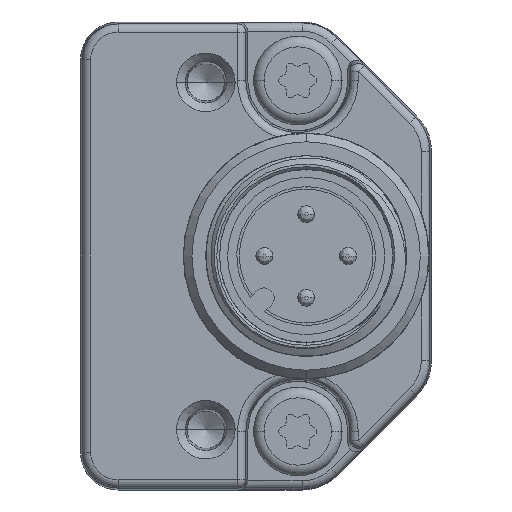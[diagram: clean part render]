
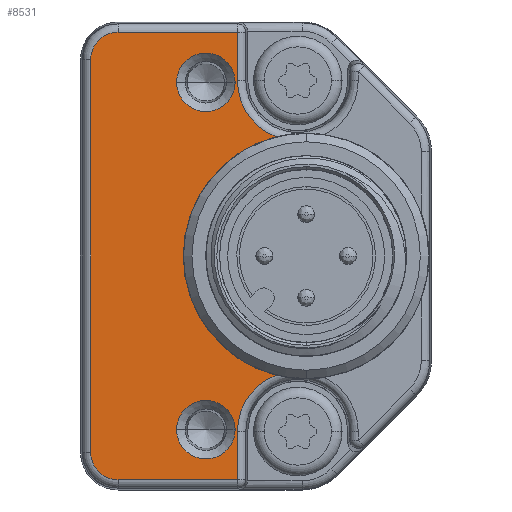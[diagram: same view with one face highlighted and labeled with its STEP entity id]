
A CAD part, left-side view. The second image highlights one B-rep face of the part: STEP entity #8531.
In plain terms, the highlighted planar face has unit normal (-1, 0, 0).
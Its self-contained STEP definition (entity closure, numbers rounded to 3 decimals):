
#547=CARTESIAN_POINT('',(-13.,9.297,-7.127));
#665=CARTESIAN_POINT('',(-13.,9.297,7.127));
#688=CARTESIAN_POINT('',(-13.,8.,-10.5));
#689=DIRECTION('',(1.,0.,0.));
#690=DIRECTION('',(0.,1.,0.));
#691=AXIS2_PLACEMENT_3D('',#688,#689,#690);
#693=DIRECTION('',(0.,0.,1.));
#694=VECTOR('',#693,2.891);
#695=CARTESIAN_POINT('',(-13.,11.614,-13.391));
#696=LINE('',#695,#694);
#697=DIRECTION('',(0.,-1.,0.));
#698=VECTOR('',#697,7.136);
#699=CARTESIAN_POINT('',(-13.,18.75,-13.391));
#700=LINE('',#699,#698);
#701=CARTESIAN_POINT('',(-13.,18.75,-11.75));
#702=DIRECTION('',(-1.,0.,0.));
#703=DIRECTION('',(0.,1.,0.));
#704=AXIS2_PLACEMENT_3D('',#701,#702,#703);
#706=DIRECTION('',(0.,0.,-1.));
#707=VECTOR('',#706,23.5);
#708=CARTESIAN_POINT('',(-13.,20.391,11.75));
#709=LINE('',#708,#707);
#710=CARTESIAN_POINT('',(-13.,18.75,11.75));
#711=DIRECTION('',(-1.,0.,0.));
#712=DIRECTION('',(0.,0.,1.));
#713=AXIS2_PLACEMENT_3D('',#710,#711,#712);
#715=DIRECTION('',(0.,1.,0.));
#716=VECTOR('',#715,7.136);
#717=CARTESIAN_POINT('',(-13.,11.614,13.391));
#718=LINE('',#717,#716);
#719=DIRECTION('',(0.,0.,1.));
#720=VECTOR('',#719,2.891);
#721=CARTESIAN_POINT('',(-13.,11.614,10.5));
#722=LINE('',#721,#720);
#723=CARTESIAN_POINT('',(-13.,8.,10.5));
#724=DIRECTION('',(1.,0.,0.));
#725=DIRECTION('',(0.,0.359,-0.933));
#726=AXIS2_PLACEMENT_3D('',#723,#724,#725);
#728=CARTESIAN_POINT('',(-13.,7.5,0.));
#729=DIRECTION('',(-1.,0.,0.));
#730=DIRECTION('',(0.,0.244,0.97));
#731=AXIS2_PLACEMENT_3D('',#728,#729,#730);
#733=CARTESIAN_POINT('',(-13.,13.5,-10.392));
#734=DIRECTION('',(1.,0.,0.));
#735=DIRECTION('',(0.,1.,0.));
#736=AXIS2_PLACEMENT_3D('',#733,#734,#735);
#738=CARTESIAN_POINT('',(-13.,13.5,-10.392));
#739=DIRECTION('',(1.,0.,0.));
#740=DIRECTION('',(0.,-1.,0.));
#741=AXIS2_PLACEMENT_3D('',#738,#739,#740);
#743=CARTESIAN_POINT('',(-13.,13.5,10.392));
#744=DIRECTION('',(1.,0.,0.));
#745=DIRECTION('',(0.,1.,0.));
#746=AXIS2_PLACEMENT_3D('',#743,#744,#745);
#748=CARTESIAN_POINT('',(-13.,13.5,10.392));
#749=DIRECTION('',(1.,0.,0.));
#750=DIRECTION('',(0.,-1.,0.));
#751=AXIS2_PLACEMENT_3D('',#748,#749,#750);
#6702=VERTEX_POINT('',#547);
#6703=VERTEX_POINT('',#665);
#6736=CARTESIAN_POINT('',(-13.,20.391,-11.75));
#6737=CARTESIAN_POINT('',(-13.,18.75,-13.391));
#6738=VERTEX_POINT('',#6736);
#6739=VERTEX_POINT('',#6737);
#6744=CARTESIAN_POINT('',(-13.,20.391,11.75));
#6745=VERTEX_POINT('',#6744);
#6748=CARTESIAN_POINT('',(-13.,18.75,13.391));
#6749=VERTEX_POINT('',#6748);
#6786=CARTESIAN_POINT('',(-13.,11.614,-10.5));
#6787=VERTEX_POINT('',#6786);
#6788=CARTESIAN_POINT('',(-13.,11.614,-13.391));
#6789=VERTEX_POINT('',#6788);
#6806=CARTESIAN_POINT('',(-13.,11.614,10.5));
#6807=VERTEX_POINT('',#6806);
#6808=CARTESIAN_POINT('',(-13.,11.614,13.391));
#6809=VERTEX_POINT('',#6808);
#6885=CARTESIAN_POINT('',(-13.,15.25,-10.392));
#6886=CARTESIAN_POINT('',(-13.,11.75,-10.392));
#6887=VERTEX_POINT('',#6885);
#6888=VERTEX_POINT('',#6886);
#6889=CARTESIAN_POINT('',(-13.,15.25,10.392));
#6890=CARTESIAN_POINT('',(-13.,11.75,10.392));
#6891=VERTEX_POINT('',#6889);
#6892=VERTEX_POINT('',#6890);
#8496=CARTESIAN_POINT('',(-13.,0.,0.));
#8497=DIRECTION('',(-1.,0.,0.));
#8498=DIRECTION('',(0.,0.,1.));
#8499=AXIS2_PLACEMENT_3D('',#8496,#8497,#8498);
#8500=PLANE('',#8499);
#8501=ORIENTED_EDGE('',*,*,#8344,.F.);
#8503=ORIENTED_EDGE('',*,*,#8502,.F.);
#8505=ORIENTED_EDGE('',*,*,#8504,.F.);
#8507=ORIENTED_EDGE('',*,*,#8506,.F.);
#8509=ORIENTED_EDGE('',*,*,#8508,.F.);
#8511=ORIENTED_EDGE('',*,*,#8510,.F.);
#8513=ORIENTED_EDGE('',*,*,#8512,.F.);
#8514=ORIENTED_EDGE('',*,*,#8487,.F.);
#8515=ORIENTED_EDGE('',*,*,#8445,.F.);
#8516=ORIENTED_EDGE('',*,*,#8359,.T.);
#8517=EDGE_LOOP('',(#8501,#8503,#8505,#8507,#8509,#8511,#8513,#8514,#8515,
#8516));
#8518=FACE_OUTER_BOUND('',#8517,.F.);
#8520=ORIENTED_EDGE('',*,*,#8519,.F.);
#8522=ORIENTED_EDGE('',*,*,#8521,.F.);
#8523=EDGE_LOOP('',(#8520,#8522));
#8524=FACE_BOUND('',#8523,.F.);
#8526=ORIENTED_EDGE('',*,*,#8525,.F.);
#8528=ORIENTED_EDGE('',*,*,#8527,.F.);
#8529=EDGE_LOOP('',(#8526,#8528));
#8530=FACE_BOUND('',#8529,.F.);
#8531=ADVANCED_FACE('',(#8518,#8524,#8530),#8500,.T.);
#692=CIRCLE('',#691,3.614);
#705=CIRCLE('',#704,1.641);
#714=CIRCLE('',#713,1.641);
#727=CIRCLE('',#726,3.614);
#732=CIRCLE('',#731,7.35);
#737=CIRCLE('',#736,1.75);
#742=CIRCLE('',#741,1.75);
#747=CIRCLE('',#746,1.75);
#752=CIRCLE('',#751,1.75);
#8344=EDGE_CURVE('',#6787,#6702,#692,.T.);
#8359=EDGE_CURVE('',#6703,#6702,#732,.T.);
#8445=EDGE_CURVE('',#6703,#6807,#727,.T.);
#8487=EDGE_CURVE('',#6807,#6809,#722,.T.);
#8502=EDGE_CURVE('',#6789,#6787,#696,.T.);
#8504=EDGE_CURVE('',#6739,#6789,#700,.T.);
#8506=EDGE_CURVE('',#6738,#6739,#705,.T.);
#8508=EDGE_CURVE('',#6745,#6738,#709,.T.);
#8510=EDGE_CURVE('',#6749,#6745,#714,.T.);
#8512=EDGE_CURVE('',#6809,#6749,#718,.T.);
#8519=EDGE_CURVE('',#6887,#6888,#737,.T.);
#8521=EDGE_CURVE('',#6888,#6887,#742,.T.);
#8525=EDGE_CURVE('',#6891,#6892,#747,.T.);
#8527=EDGE_CURVE('',#6892,#6891,#752,.T.);
